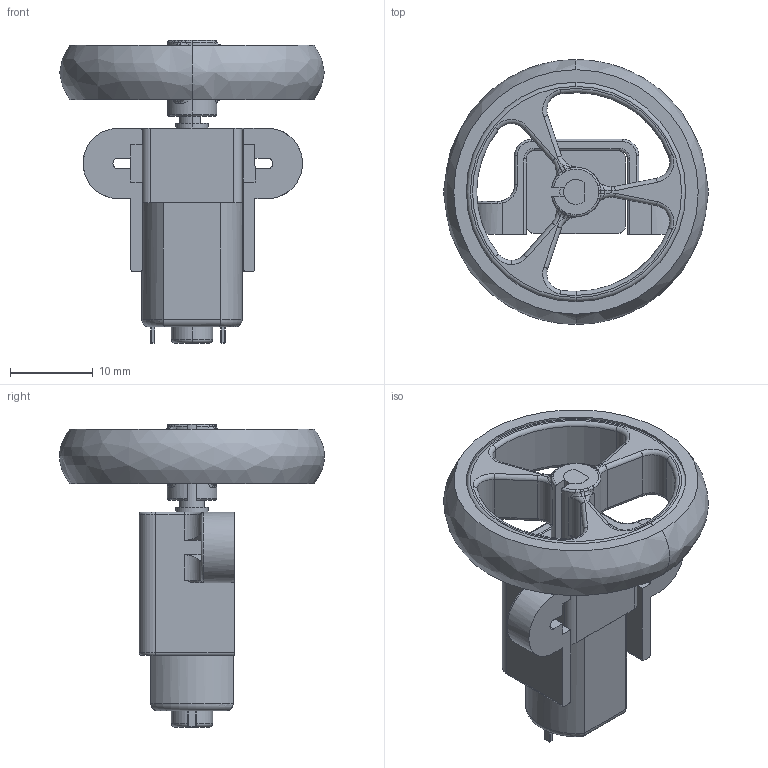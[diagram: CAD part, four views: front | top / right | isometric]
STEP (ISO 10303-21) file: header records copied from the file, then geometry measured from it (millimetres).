
FILE_DESCRIPTION (( 'STEP AP214' ), '1' );
FILE_NAME ('MOTOR.STEP', '2017-03-26T23:57:09', ( '' ), ( '' ), 'SwSTEP 2.0', 'SolidWorks 2016', '' );
FILE_SCHEMA (( 'AUTOMOTIVE_DESIGN' ));
Length unit declared in the file: millimetre
Products named in the file (6): Pololu Micro Metal Gearmotor Bracket Extended Pair_Predeterminado; 298,1 Micro Metal Gearmotor MP_Predeterminado; Ensamblajellanta1_Predeterminado; Pololu Wheel 32×7mm Pair - White_Predeterminado; MOTOR; Pololu Wheel 32×7mm Pair - Whitec_Predeterminado
Assembly tree (5 placements, depth 3):
  MOTOR
    298,1 Micro Metal Gearmotor MP_Predeterminado
    Ensamblajellanta1_Predeterminado
      Pololu Wheel 32×7mm Pair - White_Predeterminado
      Pololu Wheel 32×7mm Pair - Whitec_Predeterminado
    Pololu Micro Metal Gearmotor Bracket Extended Pair_Predeterminado
Bounding box: 32 x 32 x 36.61 mm (x, y, z)
Volume: 6568.8 mm3; surface area: 6570.1 mm2
Topology: 4 solids, 4 shells, 317 faces, 779 edges, 452 vertices
Faces by surface type: cylinder 107, plane 95, torus 83, bspline 24, sphere 8
Entity records: 10737 total; most frequent: CARTESIAN_POINT 2390, DIRECTION 1663, ORIENTED_EDGE 1518, EDGE_CURVE 759, AXIS2_PLACEMENT_3D 675, VERTEX_POINT 452, CIRCLE 373, EDGE_LOOP 331
